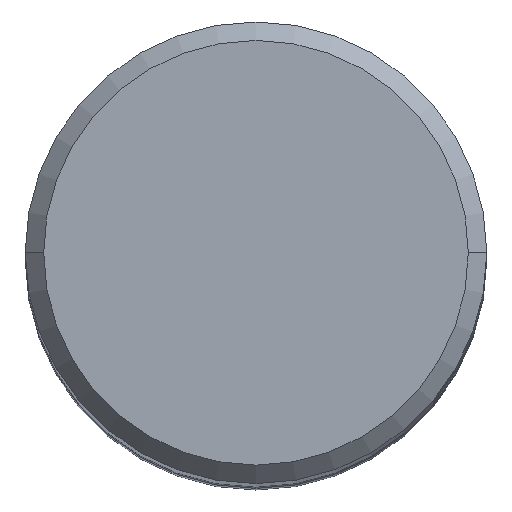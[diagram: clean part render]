
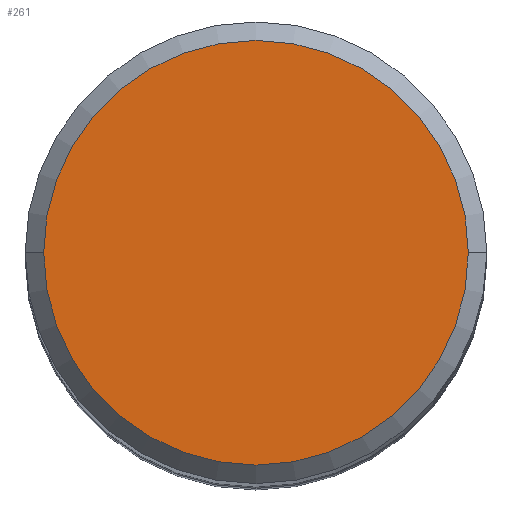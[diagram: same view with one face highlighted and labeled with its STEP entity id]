
A CAD part, top view. The second image highlights one B-rep face of the part: STEP entity #261.
In plain terms, the highlighted planar face has unit normal (0, 0, 1).
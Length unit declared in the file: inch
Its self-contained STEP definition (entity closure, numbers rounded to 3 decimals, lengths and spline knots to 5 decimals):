
#26 = ORIENTED_EDGE ( 'NONE', *, *, #44, .T. ) ;
#44 = EDGE_CURVE ( 'NONE', #345, #486, #480, .T. ) ;
#124 = FACE_OUTER_BOUND ( 'NONE', #490, .T. ) ;
#140 = EDGE_CURVE ( 'NONE', #486, #345, #192, .T. ) ;
#148 = DIRECTION ( 'NONE',  ( 0., 0., 1. ) ) ;
#150 = CARTESIAN_POINT ( 'NONE',  ( -0.23, 0., 0. ) ) ;
#157 = AXIS2_PLACEMENT_3D ( 'NONE', #365, #249, #200 ) ;
#192 = CIRCLE ( 'NONE', #157, 0.23 ) ;
#200 = DIRECTION ( 'NONE',  ( 1., 0., 0. ) ) ;
#249 = DIRECTION ( 'NONE',  ( 0., 0., 1. ) ) ;
#261 = ADVANCED_FACE ( 'NONE', ( #124 ), #386, .F. ) ;
#283 = CARTESIAN_POINT ( 'NONE',  ( 0., 0., 0. ) ) ;
#292 = DIRECTION ( 'NONE',  ( -1., 0., 0. ) ) ;
#297 = DIRECTION ( 'NONE',  ( 0., 0., -1. ) ) ;
#301 = AXIS2_PLACEMENT_3D ( 'NONE', #341, #297, #292 ) ;
#316 = DIRECTION ( 'NONE',  ( 1., 0., 0. ) ) ;
#335 = AXIS2_PLACEMENT_3D ( 'NONE', #283, #148, #316 ) ;
#341 = CARTESIAN_POINT ( 'NONE',  ( 0., 0.23, 0. ) ) ;
#345 = VERTEX_POINT ( 'NONE', #150 ) ;
#365 = CARTESIAN_POINT ( 'NONE',  ( 0., 0., 0. ) ) ;
#386 = PLANE ( 'NONE',  #301 ) ;
#447 = CARTESIAN_POINT ( 'NONE',  ( 0.23, 0., 0. ) ) ;
#457 = ORIENTED_EDGE ( 'NONE', *, *, #140, .T. ) ;
#480 = CIRCLE ( 'NONE', #335, 0.23 ) ;
#486 = VERTEX_POINT ( 'NONE', #447 ) ;
#490 = EDGE_LOOP ( 'NONE', ( #26, #457 ) ) ;
